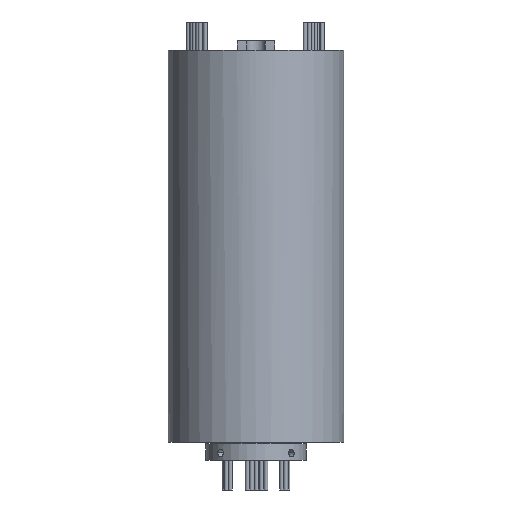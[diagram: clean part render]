
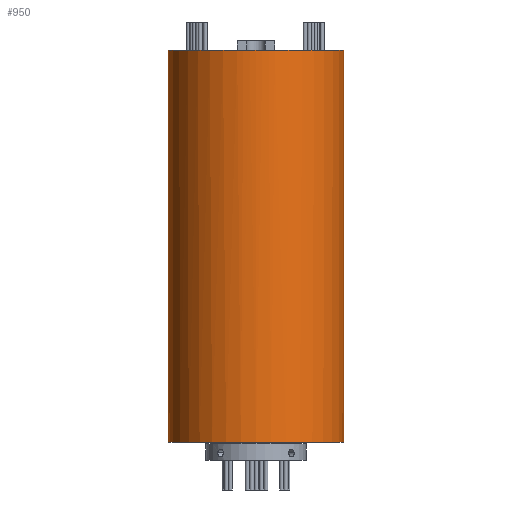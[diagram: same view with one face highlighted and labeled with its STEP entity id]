
A CAD part, front view. The second image highlights one B-rep face of the part: STEP entity #950.
In plain terms, the highlighted cylindrical face has radius 28 mm (diameter 56 mm), a partial arc.
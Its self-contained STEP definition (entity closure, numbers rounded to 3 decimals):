
#27 = VECTOR ( 'NONE', #3732, 1000. ) ;
#121 = VERTEX_POINT ( 'NONE', #10155 ) ;
#125 = LINE ( 'NONE', #4303, #4712 ) ;
#543 = EDGE_CURVE ( 'NONE', #988, #901, #7977, .T. ) ;
#737 = EDGE_CURVE ( 'NONE', #901, #6915, #8116, .T. ) ;
#901 = VERTEX_POINT ( 'NONE', #6485 ) ;
#950 = ADVANCED_FACE ( 'NONE', ( #9699 ), #5119, .T. ) ;
#988 = VERTEX_POINT ( 'NONE', #3603 ) ;
#1049 = ORIENTED_EDGE ( 'NONE', *, *, #4189, .T. ) ;
#1071 = CARTESIAN_POINT ( 'NONE',  ( 0., 0., 5.7 ) ) ;
#1566 = ORIENTED_EDGE ( 'NONE', *, *, #1832, .F. ) ;
#1734 = DIRECTION ( 'NONE',  ( 0., 0., 1. ) ) ;
#1745 = DIRECTION ( 'NONE',  ( 0., 0., 1. ) ) ;
#1821 = EDGE_LOOP ( 'NONE', ( #2879, #8261, #10292, #6633, #1566, #1049, #4400 ) ) ;
#1832 = EDGE_CURVE ( 'NONE', #9320, #3724, #8337, .T. ) ;
#1926 = VERTEX_POINT ( 'NONE', #5014 ) ;
#2218 = AXIS2_PLACEMENT_3D ( 'NONE', #9840, #8864, #3638 ) ;
#2872 = CIRCLE ( 'NONE', #5283, 28. ) ;
#2879 = ORIENTED_EDGE ( 'NONE', *, *, #9297, .F. ) ;
#3002 = EDGE_CURVE ( 'NONE', #3724, #988, #2872, .T. ) ;
#3603 = CARTESIAN_POINT ( 'NONE',  ( 0., -28., 130.7 ) ) ;
#3638 = DIRECTION ( 'NONE',  ( 1., 0., 0. ) ) ;
#3719 = DIRECTION ( 'NONE',  ( 0., 0., -1. ) ) ;
#3724 = VERTEX_POINT ( 'NONE', #5387 ) ;
#3732 = DIRECTION ( 'NONE',  ( 0., 0., -1. ) ) ;
#3868 = DIRECTION ( 'NONE',  ( -1., 0., 0. ) ) ;
#4175 = DIRECTION ( 'NONE',  ( 0., 0., -1. ) ) ;
#4189 = EDGE_CURVE ( 'NONE', #9320, #1926, #125, .T. ) ;
#4303 = CARTESIAN_POINT ( 'NONE',  ( -28., 0., 130.7 ) ) ;
#4400 = ORIENTED_EDGE ( 'NONE', *, *, #8085, .T. ) ;
#4609 = LINE ( 'NONE', #10554, #27 ) ;
#4633 = CARTESIAN_POINT ( 'NONE',  ( -28., 0., 130.7 ) ) ;
#4712 = VECTOR ( 'NONE', #4175, 1000. ) ;
#5014 = CARTESIAN_POINT ( 'NONE',  ( -28., 0., 5.7 ) ) ;
#5119 = CYLINDRICAL_SURFACE ( 'NONE', #9393, 28. ) ;
#5139 = CARTESIAN_POINT ( 'NONE',  ( 0., 0., 130.7 ) ) ;
#5211 = CARTESIAN_POINT ( 'NONE',  ( 28., 0., 130.7 ) ) ;
#5283 = AXIS2_PLACEMENT_3D ( 'NONE', #5139, #1734, #7754 ) ;
#5387 = CARTESIAN_POINT ( 'NONE',  ( -6., -27.35, 130.7 ) ) ;
#5784 = DIRECTION ( 'NONE',  ( 1., 0., 0. ) ) ;
#6138 = AXIS2_PLACEMENT_3D ( 'NONE', #1071, #1745, #9765 ) ;
#6485 = CARTESIAN_POINT ( 'NONE',  ( 6., -27.35, 130.7 ) ) ;
#6633 = ORIENTED_EDGE ( 'NONE', *, *, #3002, .F. ) ;
#6915 = VERTEX_POINT ( 'NONE', #5211 ) ;
#7350 = CARTESIAN_POINT ( 'NONE',  ( 0., 0., 130.7 ) ) ;
#7527 = DIRECTION ( 'NONE',  ( 0., 0., 1. ) ) ;
#7754 = DIRECTION ( 'NONE',  ( 1., 0., 0. ) ) ;
#7883 = AXIS2_PLACEMENT_3D ( 'NONE', #9818, #7527, #9733 ) ;
#7977 = CIRCLE ( 'NONE', #8661, 28. ) ;
#8085 = EDGE_CURVE ( 'NONE', #1926, #121, #9354, .T. ) ;
#8116 = CIRCLE ( 'NONE', #7883, 28. ) ;
#8261 = ORIENTED_EDGE ( 'NONE', *, *, #737, .F. ) ;
#8337 = CIRCLE ( 'NONE', #2218, 28. ) ;
#8661 = AXIS2_PLACEMENT_3D ( 'NONE', #7350, #10120, #5784 ) ;
#8864 = DIRECTION ( 'NONE',  ( 0., 0., 1. ) ) ;
#9297 = EDGE_CURVE ( 'NONE', #6915, #121, #4609, .T. ) ;
#9320 = VERTEX_POINT ( 'NONE', #4633 ) ;
#9354 = CIRCLE ( 'NONE', #6138, 28. ) ;
#9393 = AXIS2_PLACEMENT_3D ( 'NONE', #9612, #3719, #3868 ) ;
#9612 = CARTESIAN_POINT ( 'NONE',  ( 0., 0., 130.7 ) ) ;
#9699 = FACE_OUTER_BOUND ( 'NONE', #1821, .T. ) ;
#9733 = DIRECTION ( 'NONE',  ( 1., 0., 0. ) ) ;
#9765 = DIRECTION ( 'NONE',  ( 1., 0., 0. ) ) ;
#9818 = CARTESIAN_POINT ( 'NONE',  ( 0., 0., 130.7 ) ) ;
#9840 = CARTESIAN_POINT ( 'NONE',  ( 0., 0., 130.7 ) ) ;
#10120 = DIRECTION ( 'NONE',  ( 0., 0., 1. ) ) ;
#10155 = CARTESIAN_POINT ( 'NONE',  ( 28., 0., 5.7 ) ) ;
#10292 = ORIENTED_EDGE ( 'NONE', *, *, #543, .F. ) ;
#10554 = CARTESIAN_POINT ( 'NONE',  ( 28., 0., 130.7 ) ) ;
